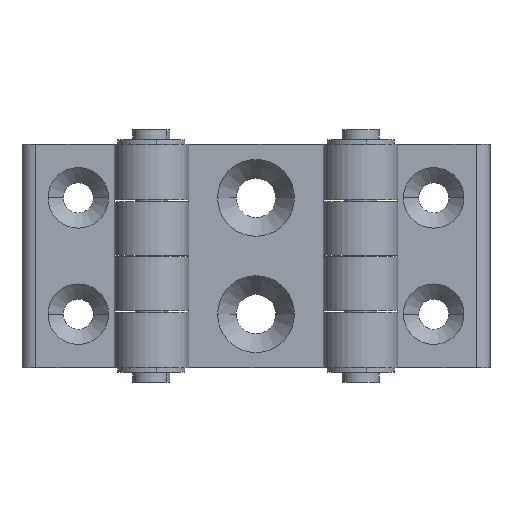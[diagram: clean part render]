
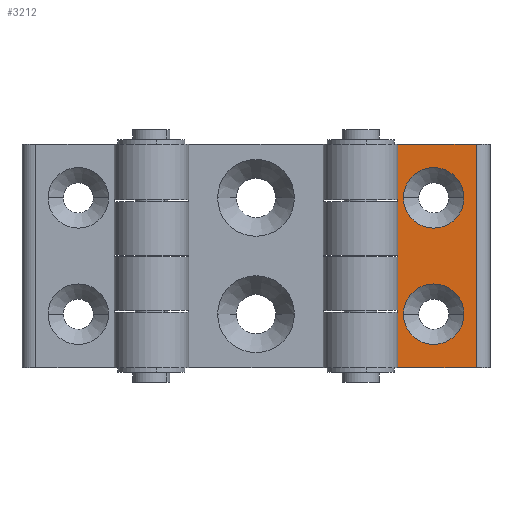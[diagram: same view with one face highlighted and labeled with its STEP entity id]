
A CAD part, top view. The second image highlights one B-rep face of the part: STEP entity #3212.
In plain terms, the highlighted planar face has unit normal (0, 0, 1).
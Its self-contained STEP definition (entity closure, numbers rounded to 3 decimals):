
#24 = VECTOR ( 'NONE', #921, 1000. ) ;
#79 = CARTESIAN_POINT ( 'NONE',  ( -7.9, -24., 3.1 ) ) ;
#112 = VERTEX_POINT ( 'NONE', #2981 ) ;
#170 = CARTESIAN_POINT ( 'NONE',  ( -6.5, -12.5, 3.1 ) ) ;
#237 = ORIENTED_EDGE ( 'NONE', *, *, #1338, .T. ) ;
#289 = DIRECTION ( 'NONE',  ( 1., 0., 0. ) ) ;
#345 = VECTOR ( 'NONE', #2344, 1000. ) ;
#346 = EDGE_CURVE ( 'NONE', #1258, #2605, #1458, .T. ) ;
#352 = VERTEX_POINT ( 'NONE', #2008 ) ;
#373 = CARTESIAN_POINT ( 'NONE',  ( -7.9, 24., 3.1 ) ) ;
#380 = VERTEX_POINT ( 'NONE', #2246 ) ;
#415 = VECTOR ( 'NONE', #2250, 1000. ) ;
#423 = ORIENTED_EDGE ( 'NONE', *, *, #1486, .T. ) ;
#450 = DIRECTION ( 'NONE',  ( 0., 0., 1. ) ) ;
#507 = CARTESIAN_POINT ( 'NONE',  ( -7.695, 24., 3.1 ) ) ;
#508 = DIRECTION ( 'NONE',  ( 1., 0., 0. ) ) ;
#543 = CARTESIAN_POINT ( 'NONE',  ( 0., 12.5, 3.1 ) ) ;
#572 = VECTOR ( 'NONE', #1368, 1000. ) ;
#588 = EDGE_CURVE ( 'NONE', #1782, #1258, #1053, .T. ) ;
#592 = CARTESIAN_POINT ( 'NONE',  ( -7.695, 0., 3.1 ) ) ;
#596 = LINE ( 'NONE', #1853, #345 ) ;
#629 = EDGE_CURVE ( 'NONE', #3087, #1755, #2399, .T. ) ;
#647 = CARTESIAN_POINT ( 'NONE',  ( 0., 0.2, 3.1 ) ) ;
#650 = ORIENTED_EDGE ( 'NONE', *, *, #588, .T. ) ;
#666 = DIRECTION ( 'NONE',  ( 1., 0., 0. ) ) ;
#728 = ORIENTED_EDGE ( 'NONE', *, *, #2147, .F. ) ;
#773 = CIRCLE ( 'NONE', #2155, 6.5 ) ;
#854 = EDGE_CURVE ( 'NONE', #1782, #352, #2132, .T. ) ;
#859 = ORIENTED_EDGE ( 'NONE', *, *, #1684, .T. ) ;
#921 = DIRECTION ( 'NONE',  ( 1., 0., 0. ) ) ;
#965 = ORIENTED_EDGE ( 'NONE', *, *, #346, .T. ) ;
#1012 = ORIENTED_EDGE ( 'NONE', *, *, #2172, .T. ) ;
#1047 = CARTESIAN_POINT ( 'NONE',  ( 6.5, -12.5, 3.1 ) ) ;
#1053 = LINE ( 'NONE', #373, #572 ) ;
#1105 = ORIENTED_EDGE ( 'NONE', *, *, #1378, .T. ) ;
#1123 = CARTESIAN_POINT ( 'NONE',  ( 0., -12.1, 3.1 ) ) ;
#1154 = CARTESIAN_POINT ( 'NONE',  ( 9.1, -24., 3.1 ) ) ;
#1191 = CARTESIAN_POINT ( 'NONE',  ( 0., 0., 3.1 ) ) ;
#1197 = CARTESIAN_POINT ( 'NONE',  ( 9.1, 24., 3.1 ) ) ;
#1224 = ORIENTED_EDGE ( 'NONE', *, *, #2588, .T. ) ;
#1237 = EDGE_CURVE ( 'NONE', #380, #1560, #1417, .T. ) ;
#1258 = VERTEX_POINT ( 'NONE', #79 ) ;
#1307 = CARTESIAN_POINT ( 'NONE',  ( -7.9, -12.1, 3.1 ) ) ;
#1332 = CIRCLE ( 'NONE', #1508, 6.5 ) ;
#1338 = EDGE_CURVE ( 'NONE', #112, #352, #2705, .T. ) ;
#1368 = DIRECTION ( 'NONE',  ( 0., -1., 0. ) ) ;
#1378 = EDGE_CURVE ( 'NONE', #2763, #3087, #2490, .T. ) ;
#1413 = DIRECTION ( 'NONE',  ( 1., 0., 0. ) ) ;
#1414 = CIRCLE ( 'NONE', #1876, 6.5 ) ;
#1417 = CIRCLE ( 'NONE', #1710, 6.5 ) ;
#1442 = DIRECTION ( 'NONE',  ( 1., 0., 0. ) ) ;
#1458 = LINE ( 'NONE', #1526, #3046 ) ;
#1486 = EDGE_CURVE ( 'NONE', #2605, #2763, #2477, .T. ) ;
#1490 = LINE ( 'NONE', #2935, #2040 ) ;
#1508 = AXIS2_PLACEMENT_3D ( 'NONE', #2156, #2663, #1413 ) ;
#1526 = CARTESIAN_POINT ( 'NONE',  ( -7.9, -24., 3.1 ) ) ;
#1538 = ORIENTED_EDGE ( 'NONE', *, *, #854, .F. ) ;
#1544 = ORIENTED_EDGE ( 'NONE', *, *, #2866, .F. ) ;
#1559 = VECTOR ( 'NONE', #3251, 1000. ) ;
#1560 = VERTEX_POINT ( 'NONE', #2956 ) ;
#1562 = DIRECTION ( 'NONE',  ( 0., 0., 1. ) ) ;
#1647 = DIRECTION ( 'NONE',  ( 1., 0., 0. ) ) ;
#1654 = EDGE_LOOP ( 'NONE', ( #965, #423, #1105, #1723, #728, #859, #1224, #237, #1538, #650 ) ) ;
#1684 = EDGE_CURVE ( 'NONE', #2759, #2219, #596, .T. ) ;
#1704 = CARTESIAN_POINT ( 'NONE',  ( 0., -12.5, 3.1 ) ) ;
#1710 = AXIS2_PLACEMENT_3D ( 'NONE', #543, #1562, #289 ) ;
#1716 = FACE_OUTER_BOUND ( 'NONE', #1654, .T. ) ;
#1723 = ORIENTED_EDGE ( 'NONE', *, *, #629, .T. ) ;
#1755 = VERTEX_POINT ( 'NONE', #2606 ) ;
#1760 = DIRECTION ( 'NONE',  ( 0., 0., -1. ) ) ;
#1782 = VERTEX_POINT ( 'NONE', #1307 ) ;
#1823 = VERTEX_POINT ( 'NONE', #1047 ) ;
#1846 = CARTESIAN_POINT ( 'NONE',  ( -7.9, 11.7, 3.1 ) ) ;
#1853 = CARTESIAN_POINT ( 'NONE',  ( -7.9, 24., 3.1 ) ) ;
#1876 = AXIS2_PLACEMENT_3D ( 'NONE', #2013, #1760, #1647 ) ;
#1901 = DIRECTION ( 'NONE',  ( 0., -1., 0. ) ) ;
#1907 = VECTOR ( 'NONE', #1442, 1000. ) ;
#1937 = EDGE_CURVE ( 'NONE', #1823, #2988, #773, .T. ) ;
#1976 = DIRECTION ( 'NONE',  ( 1., 0., 0. ) ) ;
#1990 = DIRECTION ( 'NONE',  ( -1., 0., 0. ) ) ;
#1991 = CARTESIAN_POINT ( 'NONE',  ( -7.9, 0.2, 3.1 ) ) ;
#2008 = CARTESIAN_POINT ( 'NONE',  ( -7.695, -12.1, 3.1 ) ) ;
#2013 = CARTESIAN_POINT ( 'NONE',  ( 0., -12.5, 3.1 ) ) ;
#2040 = VECTOR ( 'NONE', #2751, 1000. ) ;
#2108 = EDGE_LOOP ( 'NONE', ( #2200, #1012 ) ) ;
#2132 = LINE ( 'NONE', #1123, #24 ) ;
#2147 = EDGE_CURVE ( 'NONE', #2759, #1755, #1490, .T. ) ;
#2155 = AXIS2_PLACEMENT_3D ( 'NONE', #1704, #2712, #1976 ) ;
#2156 = CARTESIAN_POINT ( 'NONE',  ( 0., 12.5, 3.1 ) ) ;
#2172 = EDGE_CURVE ( 'NONE', #2988, #1823, #1414, .T. ) ;
#2200 = ORIENTED_EDGE ( 'NONE', *, *, #1937, .T. ) ;
#2219 = VERTEX_POINT ( 'NONE', #1991 ) ;
#2246 = CARTESIAN_POINT ( 'NONE',  ( -6.5, 12.5, 3.1 ) ) ;
#2250 = DIRECTION ( 'NONE',  ( 0., -1., 0. ) ) ;
#2276 = EDGE_LOOP ( 'NONE', ( #1544, #2432 ) ) ;
#2342 = VECTOR ( 'NONE', #1901, 1000. ) ;
#2344 = DIRECTION ( 'NONE',  ( 0., -1., 0. ) ) ;
#2399 = LINE ( 'NONE', #592, #2342 ) ;
#2414 = PLANE ( 'NONE',  #2677 ) ;
#2432 = ORIENTED_EDGE ( 'NONE', *, *, #1237, .F. ) ;
#2477 = LINE ( 'NONE', #1197, #1559 ) ;
#2490 = LINE ( 'NONE', #2729, #3208 ) ;
#2588 = EDGE_CURVE ( 'NONE', #2219, #112, #2725, .T. ) ;
#2605 = VERTEX_POINT ( 'NONE', #1154 ) ;
#2606 = CARTESIAN_POINT ( 'NONE',  ( -7.695, 11.7, 3.1 ) ) ;
#2663 = DIRECTION ( 'NONE',  ( 0., 0., 1. ) ) ;
#2677 = AXIS2_PLACEMENT_3D ( 'NONE', #1191, #450, #666 ) ;
#2705 = LINE ( 'NONE', #3266, #415 ) ;
#2712 = DIRECTION ( 'NONE',  ( 0., 0., -1. ) ) ;
#2725 = LINE ( 'NONE', #647, #1907 ) ;
#2729 = CARTESIAN_POINT ( 'NONE',  ( -7.9, 24., 3.1 ) ) ;
#2751 = DIRECTION ( 'NONE',  ( 1., 0., 0. ) ) ;
#2759 = VERTEX_POINT ( 'NONE', #1846 ) ;
#2763 = VERTEX_POINT ( 'NONE', #2852 ) ;
#2764 = FACE_BOUND ( 'NONE', #2276, .T. ) ;
#2852 = CARTESIAN_POINT ( 'NONE',  ( 9.1, 24., 3.1 ) ) ;
#2866 = EDGE_CURVE ( 'NONE', #1560, #380, #1332, .T. ) ;
#2935 = CARTESIAN_POINT ( 'NONE',  ( 0., 11.7, 3.1 ) ) ;
#2956 = CARTESIAN_POINT ( 'NONE',  ( 6.5, 12.5, 3.1 ) ) ;
#2959 = FACE_BOUND ( 'NONE', #2108, .T. ) ;
#2981 = CARTESIAN_POINT ( 'NONE',  ( -7.695, 0.2, 3.1 ) ) ;
#2988 = VERTEX_POINT ( 'NONE', #170 ) ;
#3046 = VECTOR ( 'NONE', #508, 1000. ) ;
#3087 = VERTEX_POINT ( 'NONE', #507 ) ;
#3208 = VECTOR ( 'NONE', #1990, 1000. ) ;
#3212 = ADVANCED_FACE ( 'NONE', ( #2959, #2764, #1716 ), #2414, .T. ) ;
#3251 = DIRECTION ( 'NONE',  ( 0., 1., 0. ) ) ;
#3266 = CARTESIAN_POINT ( 'NONE',  ( -7.695, 0., 3.1 ) ) ;
